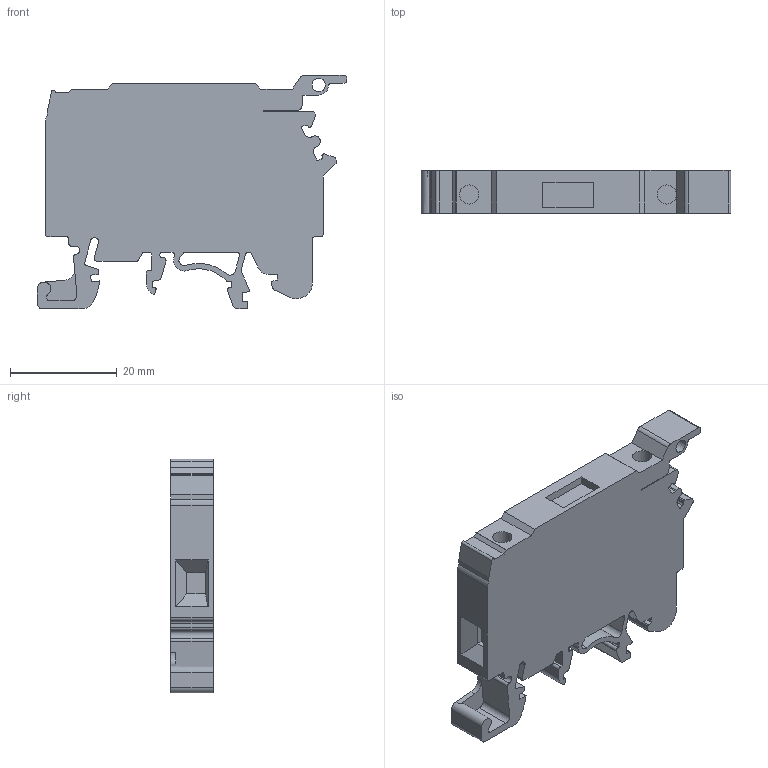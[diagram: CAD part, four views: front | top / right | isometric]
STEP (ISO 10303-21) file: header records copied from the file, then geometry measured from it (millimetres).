
FILE_DESCRIPTION( ( 'Unknown' ), '1' );
FILE_NAME( 'CSDL4U.stp', 'Unknown', ( 'Unknown' ), ( 'Unknown' ), 'PSStep 14.0', 'Unknown', ' ' );
FILE_SCHEMA( ( 'AUTOMOTIVE_DESIGN { 1 0 10303 214 1 1 1 1 }' ) );
Length unit declared in the file: millimetre
Products named in the file (1): 1
Bounding box: 57.9 x 8 x 43.71 mm (x, y, z)
Volume: 13692.3 mm3; surface area: 6741.5 mm2
Topology: 1 solids, 1 shells, 194 faces, 557 edges, 369 vertices
Faces by surface type: plane 115, cylinder 79
Full cylindrical faces by diameter (mm): 2.5 x1, 3.6 x3
Entity records: 7897 total; most frequent: CARTESIAN_POINT 1111, ORIENTED_EDGE 1100, DIRECTION 1099, EDGE_CURVE 550, LINE 391, VECTOR 391, VERTEX_POINT 366, AXIS2_PLACEMENT_3D 354
